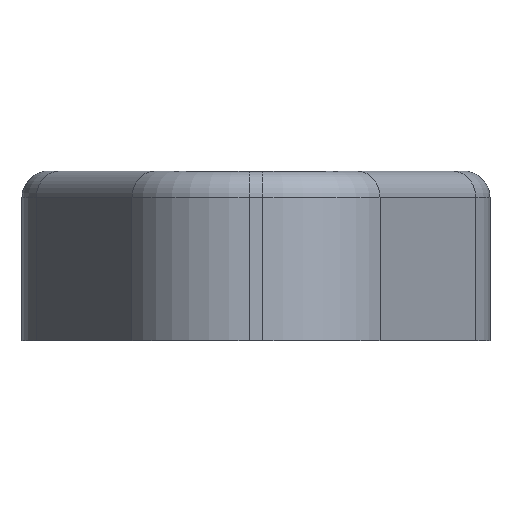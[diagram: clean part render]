
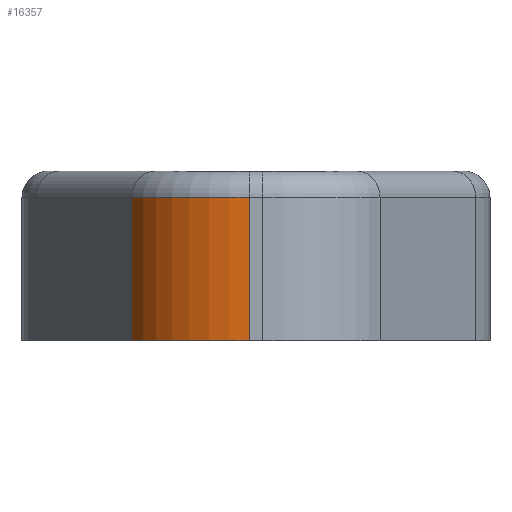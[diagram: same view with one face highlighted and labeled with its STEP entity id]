
A CAD part, left-side view. The second image highlights one B-rep face of the part: STEP entity #16357.
In plain terms, the highlighted cylindrical face has radius 10 mm (diameter 20 mm), a partial arc.
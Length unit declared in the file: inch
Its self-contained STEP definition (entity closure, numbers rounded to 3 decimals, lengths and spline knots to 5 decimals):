
#942 = EDGE_CURVE ( 'NONE', #4852, #5906, #3582, .T. ) ;
#1162 = CARTESIAN_POINT ( 'NONE',  ( 0.3937, -5.28012, 0.06693 ) ) ;
#1330 = DIRECTION ( 'NONE',  ( 0., 0., -1. ) ) ;
#1588 = AXIS2_PLACEMENT_3D ( 'NONE', #4892, #8262, #9905 ) ;
#1741 = ORIENTED_EDGE ( 'NONE', *, *, #22407, .F. ) ;
#3108 = AXIS2_PLACEMENT_3D ( 'NONE', #1162, #11846, #17403 ) ;
#3180 = FACE_OUTER_BOUND ( 'NONE', #6013, .T. ) ;
#3582 = LINE ( 'NONE', #21224, #22071 ) ;
#4334 = ORIENTED_EDGE ( 'NONE', *, *, #8533, .T. ) ;
#4852 = VERTEX_POINT ( 'NONE', #18058 ) ;
#4892 = CARTESIAN_POINT ( 'NONE',  ( 0.3937, -5.28012, 0.06299 ) ) ;
#5254 = ORIENTED_EDGE ( 'NONE', *, *, #942, .F. ) ;
#5906 = VERTEX_POINT ( 'NONE', #10529 ) ;
#6013 = EDGE_LOOP ( 'NONE', ( #5254, #4334, #7504, #1741 ) ) ;
#6175 = VERTEX_POINT ( 'NONE', #22118 ) ;
#6470 = DIRECTION ( 'NONE',  ( 0., 0., 1. ) ) ;
#7504 = ORIENTED_EDGE ( 'NONE', *, *, #20950, .F. ) ;
#8242 = CYLINDRICAL_SURFACE ( 'NONE', #1588, 0.3937 ) ;
#8262 = DIRECTION ( 'NONE',  ( 0., 0., -1. ) ) ;
#8352 = AXIS2_PLACEMENT_3D ( 'NONE', #17092, #1330, #17416 ) ;
#8533 = EDGE_CURVE ( 'NONE', #4852, #6175, #13296, .T. ) ;
#9905 = DIRECTION ( 'NONE',  ( -1., 0., 0. ) ) ;
#10529 = CARTESIAN_POINT ( 'NONE',  ( 0., -5.28012, 0.06693 ) ) ;
#11036 = CIRCLE ( 'NONE', #3108, 0.3937 ) ;
#11588 = VECTOR ( 'NONE', #6470, 39.37008 ) ;
#11846 = DIRECTION ( 'NONE',  ( 0., 0., -1. ) ) ;
#12986 = LINE ( 'NONE', #13670, #11588 ) ;
#13296 = CIRCLE ( 'NONE', #8352, 0.3937 ) ;
#13670 = CARTESIAN_POINT ( 'NONE',  ( 0.21555, -4.92903, 0.06299 ) ) ;
#14128 = CARTESIAN_POINT ( 'NONE',  ( 0.21555, -4.92903, 0.06693 ) ) ;
#15755 = DIRECTION ( 'NONE',  ( 0., 0., -1. ) ) ;
#16357 = ADVANCED_FACE ( 'NONE', ( #3180 ), #8242, .T. ) ;
#17092 = CARTESIAN_POINT ( 'NONE',  ( 0.3937, -5.28012, 0.49606 ) ) ;
#17403 = DIRECTION ( 'NONE',  ( 1., 0., 0. ) ) ;
#17416 = DIRECTION ( 'NONE',  ( 1., 0., 0. ) ) ;
#18058 = CARTESIAN_POINT ( 'NONE',  ( 0., -5.28012, 0.49606 ) ) ;
#20950 = EDGE_CURVE ( 'NONE', #21532, #6175, #12986, .T. ) ;
#21224 = CARTESIAN_POINT ( 'NONE',  ( 0., -5.28012, 0.06299 ) ) ;
#21532 = VERTEX_POINT ( 'NONE', #14128 ) ;
#22071 = VECTOR ( 'NONE', #15755, 39.37008 ) ;
#22118 = CARTESIAN_POINT ( 'NONE',  ( 0.21555, -4.92903, 0.49606 ) ) ;
#22407 = EDGE_CURVE ( 'NONE', #5906, #21532, #11036, .T. ) ;
